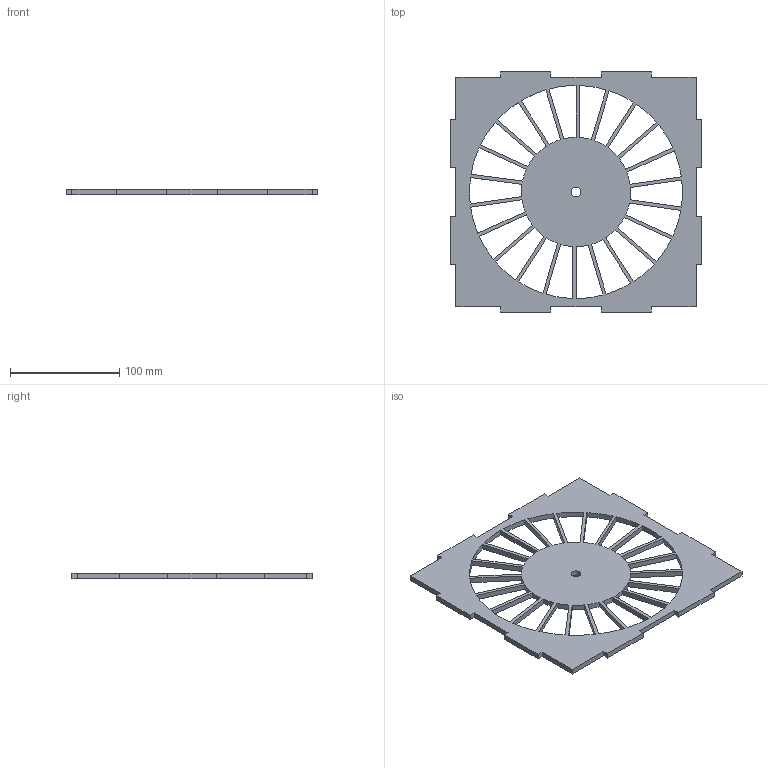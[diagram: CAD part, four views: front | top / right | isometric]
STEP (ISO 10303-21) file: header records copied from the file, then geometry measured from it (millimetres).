
FILE_DESCRIPTION(/* description */ (''),/* implementation_level */ '2;1');
FILE_NAME(/* name */ 'SpinnyBottom v4.step',/* time_stamp */ '2022-02-27T23:28:23+00:00',/* author */ (''),/* organization */ (''),/* preprocessor_version */ 'ST-DEVELOPER v18.1',/* originating_system */ 'Autodesk Translation Framework v10.13.0.1454',/* authorisation */ '');
FILE_SCHEMA (('AUTOMOTIVE_DESIGN { 1 0 10303 214 3 1 1 }'));
Length unit declared in the file: millimetre
Products named in the file (1): SpinnyBottom
Bounding box: 230 x 220 x 5 mm (x, y, z)
Volume: 145313.6 mm3; surface area: 77395.1 mm2
Topology: 1 solids, 1 shells, 127 faces, 375 edges, 250 vertices
Faces by surface type: plane 82, cylinder 45
Full cylindrical faces by diameter (mm): 9 x1
Entity records: 4364 total; most frequent: CARTESIAN_POINT 753, ORIENTED_EDGE 750, DIRECTION 721, EDGE_CURVE 375, LINE 285, VECTOR 285, VERTEX_POINT 250, AXIS2_PLACEMENT_3D 218
